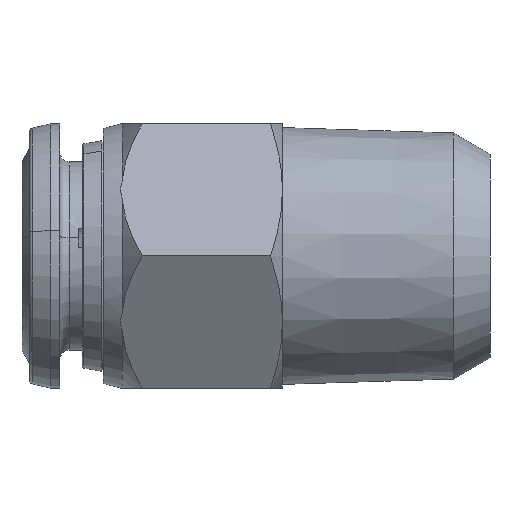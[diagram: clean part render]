
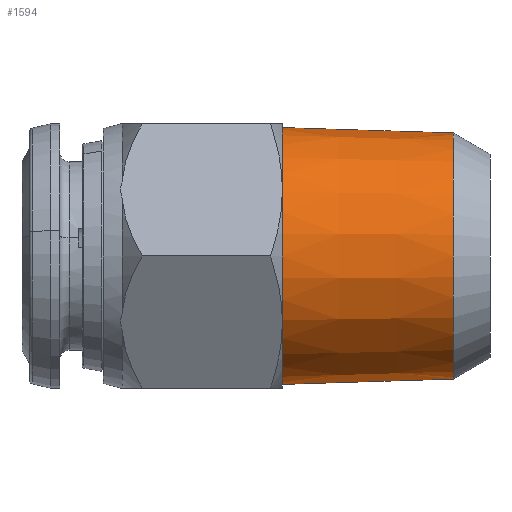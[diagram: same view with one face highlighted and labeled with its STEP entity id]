
A CAD part, left-side view. The second image highlights one B-rep face of the part: STEP entity #1594.
In plain terms, the highlighted conical face has half-angle 1.79 degrees and reference radius 6.52 mm.
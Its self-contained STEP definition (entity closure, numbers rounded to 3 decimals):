
#56 = EDGE_CURVE ( 'NONE', #3753, #3762, #1901, .T. ) ;
#58 = EDGE_CURVE ( 'NONE', #3754, #3669, #1909, .T. ) ;
#136 = EDGE_CURVE ( 'NONE', #3754, #3753, #2173, .T. ) ;
#137 = EDGE_CURVE ( 'NONE', #3669, #3762, #2172, .T. ) ;
#790 = CARTESIAN_POINT ( 'NONE',  ( 0., 1.94, 0. ) ) ;
#791 = DIRECTION ( 'NONE',  ( 0., 1., 0. ) ) ;
#799 = DIRECTION ( 'NONE',  ( 0., 0., 1. ) ) ;
#970 = CARTESIAN_POINT ( 'NONE',  ( 0., 11., 6.803 ) ) ;
#971 = CARTESIAN_POINT ( 'NONE',  ( 0., 1.94, -6.52 ) ) ;
#979 = CARTESIAN_POINT ( 'NONE',  ( 0., 1.94, 6.52 ) ) ;
#986 = CARTESIAN_POINT ( 'NONE',  ( 0., 11., -6.803 ) ) ;
#1206 = ORIENTED_EDGE ( 'NONE', *, *, #56, .F. ) ;
#1207 = ORIENTED_EDGE ( 'NONE', *, *, #136, .F. ) ;
#1208 = ORIENTED_EDGE ( 'NONE', *, *, #58, .T. ) ;
#1209 = ORIENTED_EDGE ( 'NONE', *, *, #137, .T. ) ;
#1452 = AXIS2_PLACEMENT_3D ( 'NONE', #790, #791, #799 ) ;
#1594 = ADVANCED_FACE ( 'NONE', ( #2072 ), #2081, .T. ) ;
#1732 = EDGE_LOOP ( 'NONE', ( #1206, #1207, #1208, #1209 ) ) ;
#1901 = LINE ( 'NONE', #3408, #1908 ) ;
#1908 = VECTOR ( 'NONE', #3440, 1000. ) ;
#1909 = LINE ( 'NONE', #3403, #1911 ) ;
#1911 = VECTOR ( 'NONE', #3409, 1000. ) ;
#2072 = FACE_OUTER_BOUND ( 'NONE', #1732, .T. ) ;
#2081 = CONICAL_SURFACE ( 'NONE', #1452, 6.52, 0.031 ) ;
#2172 = CIRCLE ( 'NONE', #2743, 6.803 ) ;
#2173 = CIRCLE ( 'NONE', #2742, 6.52 ) ;
#2742 = AXIS2_PLACEMENT_3D ( 'NONE', #3740, #3739, #3738 ) ;
#2743 = AXIS2_PLACEMENT_3D ( 'NONE', #3735, #3734, #3733 ) ;
#3403 = CARTESIAN_POINT ( 'NONE',  ( 0., 1.94, 6.52 ) ) ;
#3408 = CARTESIAN_POINT ( 'NONE',  ( 0., 1.94, -6.52 ) ) ;
#3409 = DIRECTION ( 'NONE',  ( 0., 1., 0.031 ) ) ;
#3440 = DIRECTION ( 'NONE',  ( 0., 1., -0.031 ) ) ;
#3669 = VERTEX_POINT ( 'NONE', #970 ) ;
#3733 = DIRECTION ( 'NONE',  ( 0., 0., -1. ) ) ;
#3734 = DIRECTION ( 'NONE',  ( 0., -1., 0. ) ) ;
#3735 = CARTESIAN_POINT ( 'NONE',  ( 0., 11., 0. ) ) ;
#3738 = DIRECTION ( 'NONE',  ( 0., 0., -1. ) ) ;
#3739 = DIRECTION ( 'NONE',  ( 0., -1., 0. ) ) ;
#3740 = CARTESIAN_POINT ( 'NONE',  ( 0., 1.94, 0. ) ) ;
#3753 = VERTEX_POINT ( 'NONE', #971 ) ;
#3754 = VERTEX_POINT ( 'NONE', #979 ) ;
#3762 = VERTEX_POINT ( 'NONE', #986 ) ;
